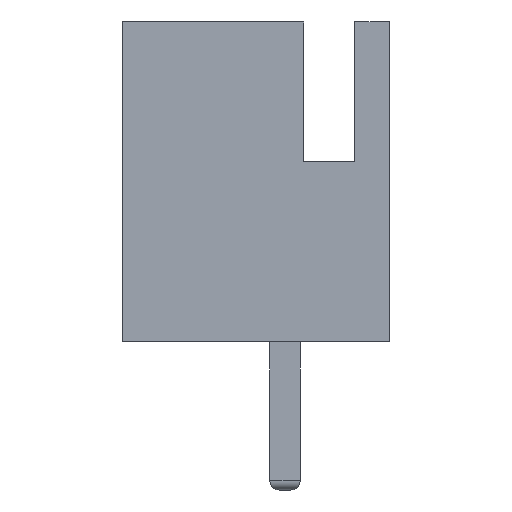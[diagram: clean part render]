
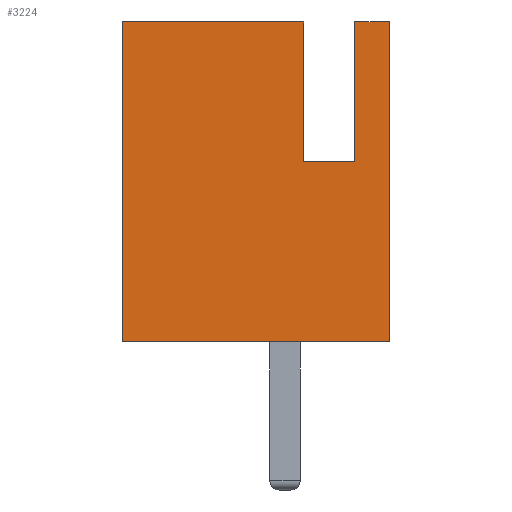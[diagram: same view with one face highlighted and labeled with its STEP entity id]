
A CAD part, left-side view. The second image highlights one B-rep face of the part: STEP entity #3224.
In plain terms, the highlighted planar face has unit normal (-1, 0, 0).
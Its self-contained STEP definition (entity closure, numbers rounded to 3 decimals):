
#150 = ORIENTED_EDGE ( 'NONE', *, *, #5133, .F. ) ;
#409 = EDGE_CURVE ( 'NONE', #2953, #2645, #5506, .T. ) ;
#529 = CARTESIAN_POINT ( 'NONE',  ( -6.21, 2.875, 6.88 ) ) ;
#549 = CARTESIAN_POINT ( 'NONE',  ( -6.21, 2.875, 0. ) ) ;
#604 = ORIENTED_EDGE ( 'NONE', *, *, #2218, .F. ) ;
#646 = EDGE_CURVE ( 'NONE', #5551, #3042, #4376, .T. ) ;
#647 = CARTESIAN_POINT ( 'NONE',  ( -6.21, -2.875, 6.88 ) ) ;
#816 = VECTOR ( 'NONE', #1438, 1000. ) ;
#857 = CARTESIAN_POINT ( 'NONE',  ( -6.21, 2.875, 6.88 ) ) ;
#906 = VECTOR ( 'NONE', #5545, 1000. ) ;
#917 = LINE ( 'NONE', #857, #1140 ) ;
#1028 = CARTESIAN_POINT ( 'NONE',  ( -6.21, -2.875, 6.88 ) ) ;
#1040 = VECTOR ( 'NONE', #2914, 1000. ) ;
#1140 = VECTOR ( 'NONE', #5962, 1000. ) ;
#1285 = ORIENTED_EDGE ( 'NONE', *, *, #4790, .T. ) ;
#1327 = VECTOR ( 'NONE', #1514, 1000. ) ;
#1438 = DIRECTION ( 'NONE',  ( 0., 0., -1. ) ) ;
#1514 = DIRECTION ( 'NONE',  ( 0., -1., 0. ) ) ;
#1548 = CARTESIAN_POINT ( 'NONE',  ( -6.21, 2.875, 6.88 ) ) ;
#1756 = VERTEX_POINT ( 'NONE', #3198 ) ;
#1850 = LINE ( 'NONE', #3822, #816 ) ;
#1863 = VERTEX_POINT ( 'NONE', #1948 ) ;
#1948 = CARTESIAN_POINT ( 'NONE',  ( -6.21, -1.025, 3.88 ) ) ;
#2010 = AXIS2_PLACEMENT_3D ( 'NONE', #529, #3764, #2466 ) ;
#2217 = VERTEX_POINT ( 'NONE', #4088 ) ;
#2218 = EDGE_CURVE ( 'NONE', #2645, #4833, #3151, .T. ) ;
#2344 = ORIENTED_EDGE ( 'NONE', *, *, #3025, .F. ) ;
#2466 = DIRECTION ( 'NONE',  ( 0., 1., 0. ) ) ;
#2645 = VERTEX_POINT ( 'NONE', #4791 ) ;
#2764 = CARTESIAN_POINT ( 'NONE',  ( -6.21, -2.125, 3.88 ) ) ;
#2914 = DIRECTION ( 'NONE',  ( 0., 0., -1. ) ) ;
#2953 = VERTEX_POINT ( 'NONE', #2764 ) ;
#3025 = EDGE_CURVE ( 'NONE', #1863, #2953, #6013, .T. ) ;
#3042 = VERTEX_POINT ( 'NONE', #4987 ) ;
#3151 = LINE ( 'NONE', #6004, #4127 ) ;
#3198 = CARTESIAN_POINT ( 'NONE',  ( -6.21, -2.875, 0. ) ) ;
#3202 = EDGE_CURVE ( 'NONE', #3042, #1863, #1850, .T. ) ;
#3224 = ADVANCED_FACE ( 'NONE', ( #3733 ), #4649, .F. ) ;
#3332 = VECTOR ( 'NONE', #5016, 1000. ) ;
#3572 = ORIENTED_EDGE ( 'NONE', *, *, #646, .F. ) ;
#3733 = FACE_OUTER_BOUND ( 'NONE', #4341, .T. ) ;
#3764 = DIRECTION ( 'NONE',  ( 1., 0., 0. ) ) ;
#3822 = CARTESIAN_POINT ( 'NONE',  ( -6.21, -1.025, 6.88 ) ) ;
#3867 = ORIENTED_EDGE ( 'NONE', *, *, #4612, .T. ) ;
#4088 = CARTESIAN_POINT ( 'NONE',  ( -6.21, 2.875, 0. ) ) ;
#4127 = VECTOR ( 'NONE', #5072, 1000. ) ;
#4277 = LINE ( 'NONE', #549, #1327 ) ;
#4287 = LINE ( 'NONE', #1028, #1040 ) ;
#4341 = EDGE_LOOP ( 'NONE', ( #2344, #5723, #3572, #1285, #3867, #150, #604, #4430 ) ) ;
#4376 = LINE ( 'NONE', #1548, #5985 ) ;
#4430 = ORIENTED_EDGE ( 'NONE', *, *, #409, .F. ) ;
#4495 = CARTESIAN_POINT ( 'NONE',  ( -6.21, -2.125, 6.88 ) ) ;
#4612 = EDGE_CURVE ( 'NONE', #2217, #1756, #4277, .T. ) ;
#4649 = PLANE ( 'NONE',  #2010 ) ;
#4790 = EDGE_CURVE ( 'NONE', #5551, #2217, #917, .T. ) ;
#4791 = CARTESIAN_POINT ( 'NONE',  ( -6.21, -2.125, 6.88 ) ) ;
#4833 = VERTEX_POINT ( 'NONE', #647 ) ;
#4987 = CARTESIAN_POINT ( 'NONE',  ( -6.21, -1.025, 6.88 ) ) ;
#5016 = DIRECTION ( 'NONE',  ( 0., 0., 1. ) ) ;
#5072 = DIRECTION ( 'NONE',  ( 0., -1., 0. ) ) ;
#5133 = EDGE_CURVE ( 'NONE', #4833, #1756, #4287, .T. ) ;
#5321 = DIRECTION ( 'NONE',  ( 0., -1., 0. ) ) ;
#5419 = CARTESIAN_POINT ( 'NONE',  ( -6.21, -1.025, 3.88 ) ) ;
#5492 = CARTESIAN_POINT ( 'NONE',  ( -6.21, 2.875, 6.88 ) ) ;
#5506 = LINE ( 'NONE', #4495, #3332 ) ;
#5545 = DIRECTION ( 'NONE',  ( 0., -1., 0. ) ) ;
#5551 = VERTEX_POINT ( 'NONE', #5492 ) ;
#5723 = ORIENTED_EDGE ( 'NONE', *, *, #3202, .F. ) ;
#5962 = DIRECTION ( 'NONE',  ( 0., 0., -1. ) ) ;
#5985 = VECTOR ( 'NONE', #5321, 1000. ) ;
#6004 = CARTESIAN_POINT ( 'NONE',  ( -6.21, 2.875, 6.88 ) ) ;
#6013 = LINE ( 'NONE', #5419, #906 ) ;
